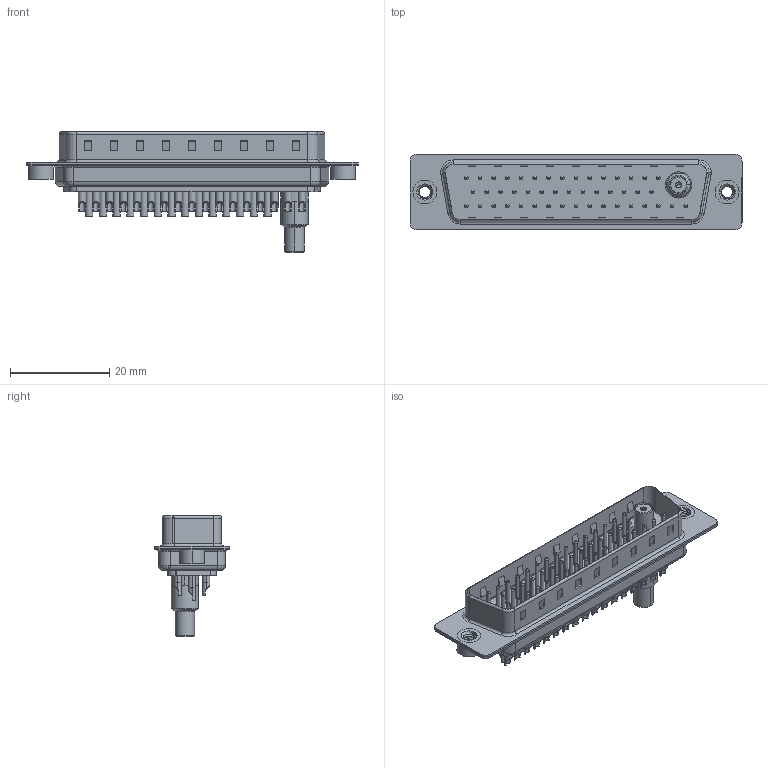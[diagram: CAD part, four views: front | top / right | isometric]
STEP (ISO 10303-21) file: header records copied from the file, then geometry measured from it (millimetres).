
FILE_DESCRIPTION (( 'STEP AP203' ), '1' );
FILE_NAME ('627-47W1622-5T2.STEP', '2019-06-20T16:41:56', ( '' ), ( '' ), 'SwSTEP 2.0', 'SolidWorks 2016', '' );
FILE_SCHEMA (( 'CONFIG_CONTROL_DESIGN' ));
Length unit declared in the file: millimetre
Products named in the file (15): 627Combo Contact Row 1_22; 627Combo Contact Row 3_22; Solder Cover; 627Combo Threaded Rivet_2; 627Combo Shell Front_50 Contacts; Socket_Solder Cup; 627-47W1622-5T2; Co-Ax Jack_Solder Cup Tail; Co-Ax Jack Assy_SC; Insulator Socket 2; 627Combo Shell Rear_50 Contacts; 627Combo Contact Row 2_22L; 627Combo Housing_47W1; Locking Collar; Insulator Socket
Assembly tree (58 placements, depth 3):
  627-47W1622-5T2
    627Combo Housing_47W1
    627Combo Shell Rear_50 Contacts
    627Combo Shell Front_50 Contacts
    627Combo Threaded Rivet_2  x2
    Co-Ax Jack Assy_SC
      Co-Ax Jack_Solder Cup Tail
      Insulator Socket
      Insulator Socket 2
      Locking Collar
      Socket_Solder Cup
      Solder Cover
    627Combo Contact Row 1_22  x15
    627Combo Contact Row 2_22L  x14
    627Combo Contact Row 3_22  x17
Bounding box: 67 x 15.3 x 24.3 mm (x, y, z)
Volume: 4749.4 mm3; surface area: 12043.5 mm2
Topology: 57 solids, 57 shells, 2244 faces, 5210 edges, 3188 vertices
Faces by surface type: cylinder 941, plane 657, torus 514, cone 124, bspline 8
Entity records: 32850 total; most frequent: CARTESIAN_POINT 6533, DIRECTION 5331, ORIENTED_EDGE 4558, EDGE_CURVE 2279, AXIS2_PLACEMENT_3D 2122, VERTEX_POINT 1459, EDGE_LOOP 1236, CIRCLE 1101
